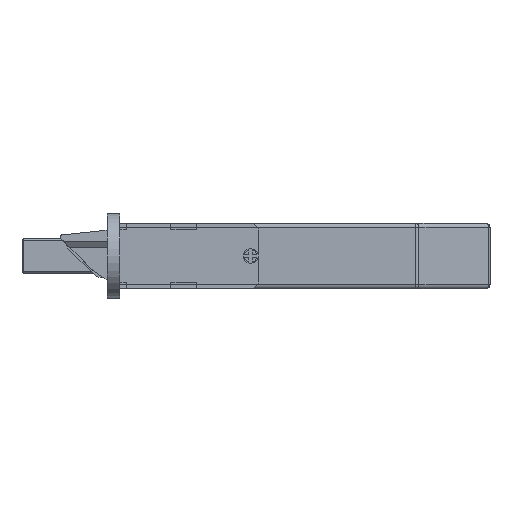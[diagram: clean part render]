
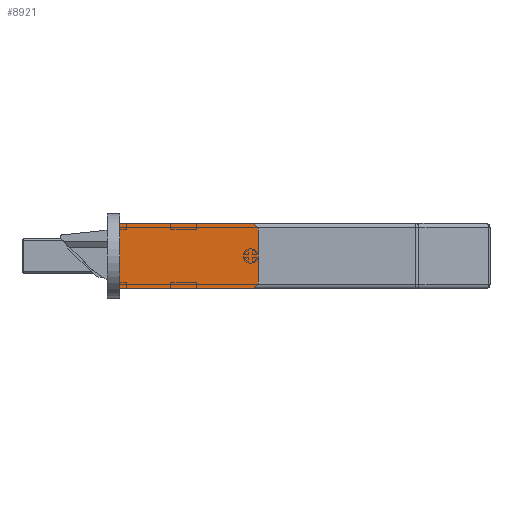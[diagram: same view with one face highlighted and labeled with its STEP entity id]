
A CAD part, front view. The second image highlights one B-rep face of the part: STEP entity #8921.
In plain terms, the highlighted face is planar.
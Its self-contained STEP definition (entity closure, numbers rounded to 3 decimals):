
#1000 = DIRECTION ( 'NONE',  ( 0., 0., 1. ) ) ;
#1334 = DIRECTION ( 'NONE',  ( 0., 0., 1. ) ) ;
#1688 = AXIS2_PLACEMENT_3D ( 'NONE', #2173, #7147, #7306 ) ;
#1745 = EDGE_CURVE ( 'NONE', #10440, #4973, #3540, .T. ) ;
#1865 = CARTESIAN_POINT ( 'NONE',  ( 16.3, 0.75, -7.75 ) ) ;
#1901 = DIRECTION ( 'NONE',  ( 0., 1., 0. ) ) ;
#2000 = LINE ( 'NONE', #7987, #5840 ) ;
#2081 = CARTESIAN_POINT ( 'NONE',  ( -16.3, 0.75, -7.75 ) ) ;
#2173 = CARTESIAN_POINT ( 'NONE',  ( 0., 0.75, 0. ) ) ;
#2559 = ORIENTED_EDGE ( 'NONE', *, *, #3139, .T. ) ;
#2859 = CARTESIAN_POINT ( 'NONE',  ( -16.3, 0.75, 5.75 ) ) ;
#3139 = EDGE_CURVE ( 'NONE', #7629, #6928, #10956, .T. ) ;
#3204 = ORIENTED_EDGE ( 'NONE', *, *, #5901, .T. ) ;
#3383 = EDGE_CURVE ( 'NONE', #6434, #3834, #2000, .T. ) ;
#3540 = CIRCLE ( 'NONE', #4986, 2. ) ;
#3722 = AXIS2_PLACEMENT_3D ( 'NONE', #5621, #9068, #1334 ) ;
#3834 = VERTEX_POINT ( 'NONE', #1865 ) ;
#3873 = FACE_OUTER_BOUND ( 'NONE', #7675, .T. ) ;
#3923 = PLANE ( 'NONE',  #1688 ) ;
#4879 = DIRECTION ( 'NONE',  ( 0., 0., 1. ) ) ;
#4973 = VERTEX_POINT ( 'NONE', #8922 ) ;
#4986 = AXIS2_PLACEMENT_3D ( 'NONE', #9644, #1901, #1000 ) ;
#5015 = DIRECTION ( 'NONE',  ( -1., 0., 0. ) ) ;
#5410 = LINE ( 'NONE', #2081, #8546 ) ;
#5621 = CARTESIAN_POINT ( 'NONE',  ( -14.3, 0.75, 5.75 ) ) ;
#5665 = CARTESIAN_POINT ( 'NONE',  ( -16.3, 0.75, -7.75 ) ) ;
#5769 = VECTOR ( 'NONE', #6827, 1000. ) ;
#5840 = VECTOR ( 'NONE', #9514, 1000. ) ;
#5901 = EDGE_CURVE ( 'NONE', #6928, #6434, #8634, .T. ) ;
#6380 = CARTESIAN_POINT ( 'NONE',  ( -14.3, 0.75, -7.75 ) ) ;
#6434 = VERTEX_POINT ( 'NONE', #10275 ) ;
#6827 = DIRECTION ( 'NONE',  ( 1., 0., 0. ) ) ;
#6928 = VERTEX_POINT ( 'NONE', #7702 ) ;
#7147 = DIRECTION ( 'NONE',  ( 0., 1., 0. ) ) ;
#7255 = VECTOR ( 'NONE', #4879, 1000. ) ;
#7261 = EDGE_CURVE ( 'NONE', #3834, #10440, #5410, .T. ) ;
#7306 = DIRECTION ( 'NONE',  ( 0., 0., 1. ) ) ;
#7552 = ORIENTED_EDGE ( 'NONE', *, *, #11119, .T. ) ;
#7586 = LINE ( 'NONE', #5665, #7255 ) ;
#7629 = VERTEX_POINT ( 'NONE', #2859 ) ;
#7675 = EDGE_LOOP ( 'NONE', ( #7552, #2559, #3204, #10924, #8652, #7746 ) ) ;
#7702 = CARTESIAN_POINT ( 'NONE',  ( -14.3, 0.75, 7.75 ) ) ;
#7746 = ORIENTED_EDGE ( 'NONE', *, *, #1745, .T. ) ;
#7987 = CARTESIAN_POINT ( 'NONE',  ( 16.3, 0.75, -7.75 ) ) ;
#8546 = VECTOR ( 'NONE', #5015, 1000. ) ;
#8634 = LINE ( 'NONE', #11025, #5769 ) ;
#8652 = ORIENTED_EDGE ( 'NONE', *, *, #7261, .T. ) ;
#8921 = ADVANCED_FACE ( 'NONE', ( #3873 ), #3923, .T. ) ;
#8922 = CARTESIAN_POINT ( 'NONE',  ( -16.3, 0.75, -5.75 ) ) ;
#9068 = DIRECTION ( 'NONE',  ( 0., 1., 0. ) ) ;
#9514 = DIRECTION ( 'NONE',  ( 0., 0., -1. ) ) ;
#9644 = CARTESIAN_POINT ( 'NONE',  ( -14.3, 0.75, -5.75 ) ) ;
#10275 = CARTESIAN_POINT ( 'NONE',  ( 16.3, 0.75, 7.75 ) ) ;
#10440 = VERTEX_POINT ( 'NONE', #6380 ) ;
#10924 = ORIENTED_EDGE ( 'NONE', *, *, #3383, .T. ) ;
#10956 = CIRCLE ( 'NONE', #3722, 2. ) ;
#11025 = CARTESIAN_POINT ( 'NONE',  ( -16.3, 0.75, 7.75 ) ) ;
#11119 = EDGE_CURVE ( 'NONE', #4973, #7629, #7586, .T. ) ;
